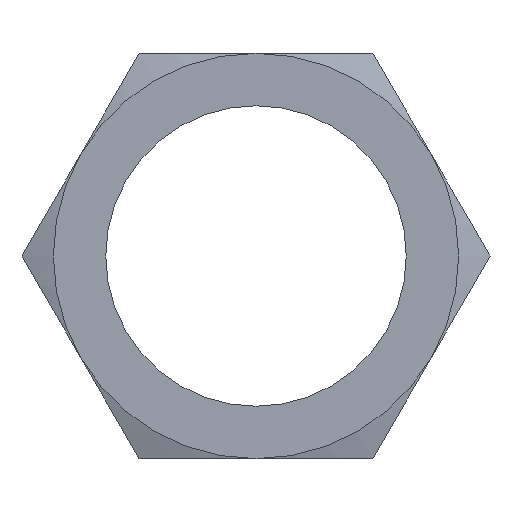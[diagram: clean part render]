
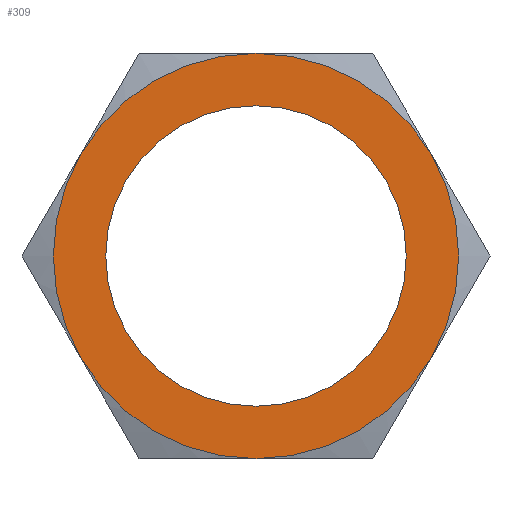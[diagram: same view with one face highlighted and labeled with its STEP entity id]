
A CAD part, front view. The second image highlights one B-rep face of the part: STEP entity #309.
In plain terms, the highlighted planar face has unit normal (0, -1, 0).
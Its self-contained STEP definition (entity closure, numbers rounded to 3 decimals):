
#15=FACE_BOUND('',#79,.T.);
#35=PLANE('',#347);
#56=FACE_OUTER_BOUND('',#78,.T.);
#78=EDGE_LOOP('',(#259,#260,#261,#262,#263,#264));
#79=EDGE_LOOP('',(#265));
#83=CIRCLE('',#316,20.5);
#84=CIRCLE('',#318,20.5);
#85=CIRCLE('',#320,20.5);
#86=CIRCLE('',#322,20.5);
#87=CIRCLE('',#324,20.5);
#88=CIRCLE('',#326,20.5);
#95=CIRCLE('',#345,15.2);
#121=VERTEX_POINT('',#430);
#123=VERTEX_POINT('',#435);
#124=VERTEX_POINT('',#441);
#127=VERTEX_POINT('',#452);
#129=VERTEX_POINT('',#462);
#130=VERTEX_POINT('',#471);
#145=VERTEX_POINT('',#561);
#148=EDGE_CURVE('',#123,#121,#83,.T.);
#151=EDGE_CURVE('',#121,#124,#84,.T.);
#155=EDGE_CURVE('',#127,#123,#85,.T.);
#158=EDGE_CURVE('',#129,#127,#86,.T.);
#160=EDGE_CURVE('',#124,#130,#87,.T.);
#164=EDGE_CURVE('',#130,#129,#88,.T.);
#189=EDGE_CURVE('',#145,#145,#95,.T.);
#259=ORIENTED_EDGE('',*,*,#148,.T.);
#260=ORIENTED_EDGE('',*,*,#151,.T.);
#261=ORIENTED_EDGE('',*,*,#160,.T.);
#262=ORIENTED_EDGE('',*,*,#164,.T.);
#263=ORIENTED_EDGE('',*,*,#158,.T.);
#264=ORIENTED_EDGE('',*,*,#155,.T.);
#265=ORIENTED_EDGE('',*,*,#189,.T.);
#309=ADVANCED_FACE('',(#56,#15),#35,.T.);
#316=AXIS2_PLACEMENT_3D('',#436,#354,#355);
#318=AXIS2_PLACEMENT_3D('',#446,#358,#359);
#320=AXIS2_PLACEMENT_3D('',#459,#362,#363);
#322=AXIS2_PLACEMENT_3D('',#469,#366,#367);
#324=AXIS2_PLACEMENT_3D('',#476,#370,#371);
#326=AXIS2_PLACEMENT_3D('',#488,#374,#375);
#345=AXIS2_PLACEMENT_3D('',#562,#418,#419);
#347=AXIS2_PLACEMENT_3D('',#565,#422,#423);
#354=DIRECTION('center_axis',(0.,-1.,0.));
#355=DIRECTION('ref_axis',(1.,0.,0.));
#358=DIRECTION('center_axis',(0.,-1.,0.));
#359=DIRECTION('ref_axis',(1.,0.,0.));
#362=DIRECTION('center_axis',(0.,-1.,0.));
#363=DIRECTION('ref_axis',(1.,0.,0.));
#366=DIRECTION('center_axis',(0.,-1.,0.));
#367=DIRECTION('ref_axis',(1.,0.,0.));
#370=DIRECTION('center_axis',(0.,-1.,0.));
#371=DIRECTION('ref_axis',(1.,0.,0.));
#374=DIRECTION('center_axis',(0.,-1.,0.));
#375=DIRECTION('ref_axis',(1.,0.,0.));
#418=DIRECTION('center_axis',(0.,1.,0.));
#419=DIRECTION('ref_axis',(1.,0.,0.));
#422=DIRECTION('center_axis',(0.,-1.,0.));
#423=DIRECTION('ref_axis',(0.,0.,-1.));
#430=CARTESIAN_POINT('',(0.,-4.1,-20.5));
#435=CARTESIAN_POINT('',(-17.754,-4.1,-10.25));
#436=CARTESIAN_POINT('Origin',(0.,-4.1,0.));
#441=CARTESIAN_POINT('',(17.754,-4.1,-10.25));
#446=CARTESIAN_POINT('Origin',(0.,-4.1,0.));
#452=CARTESIAN_POINT('',(-17.754,-4.1,10.25));
#459=CARTESIAN_POINT('Origin',(0.,-4.1,0.));
#462=CARTESIAN_POINT('',(0.,-4.1,20.5));
#469=CARTESIAN_POINT('Origin',(0.,-4.1,0.));
#471=CARTESIAN_POINT('',(17.754,-4.1,10.25));
#476=CARTESIAN_POINT('Origin',(0.,-4.1,0.));
#488=CARTESIAN_POINT('Origin',(0.,-4.1,0.));
#561=CARTESIAN_POINT('',(-15.2,-4.1,0.));
#562=CARTESIAN_POINT('Origin',(0.,-4.1,0.));
#565=CARTESIAN_POINT('Origin',(0.,-4.1,0.));
